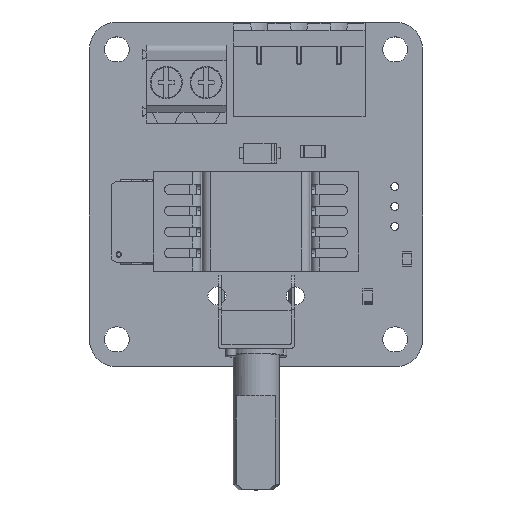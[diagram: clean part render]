
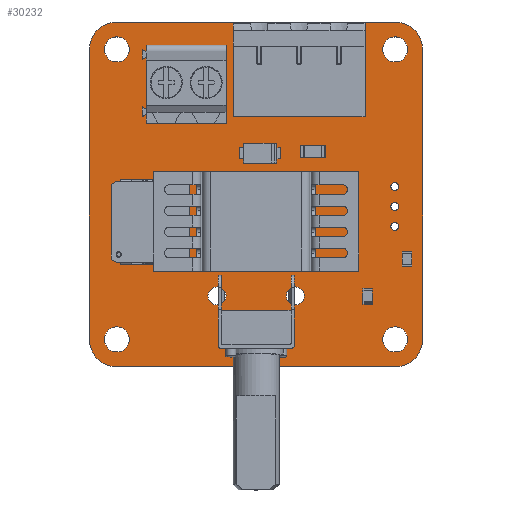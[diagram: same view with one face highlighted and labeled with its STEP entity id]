
A CAD part, top view. The second image highlights one B-rep face of the part: STEP entity #30232.
In plain terms, the highlighted planar face has unit normal (0, 0, 1).
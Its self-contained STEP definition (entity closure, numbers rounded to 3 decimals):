
#29896 = VERTEX_POINT('',#29897);
#29897 = CARTESIAN_POINT('',(139.,-44.,1.6));
#29903 = EDGE_CURVE('',#29896,#29904,#29906,.T.);
#29904 = VERTEX_POINT('',#29905);
#29905 = CARTESIAN_POINT('',(142.5,-47.5,1.6));
#29906 = CIRCLE('',#29907,3.5);
#29907 = AXIS2_PLACEMENT_3D('',#29908,#29909,#29910);
#29908 = CARTESIAN_POINT('',(139.,-47.5,1.6));
#29909 = DIRECTION('',(0.,0.,-1.));
#29910 = DIRECTION('',(0.,1.,0.));
#29938 = VERTEX_POINT('',#29939);
#29939 = CARTESIAN_POINT('',(103.5,-44.,1.6));
#29945 = EDGE_CURVE('',#29938,#29896,#29946,.T.);
#29946 = LINE('',#29947,#29948);
#29947 = CARTESIAN_POINT('',(103.5,-44.,1.6));
#29948 = VECTOR('',#29949,1.);
#29949 = DIRECTION('',(1.,0.,0.));
#29967 = EDGE_CURVE('',#29904,#29968,#29970,.T.);
#29968 = VERTEX_POINT('',#29969);
#29969 = CARTESIAN_POINT('',(142.5,-84.5,1.6));
#29970 = LINE('',#29971,#29972);
#29971 = CARTESIAN_POINT('',(142.5,-47.5,1.6));
#29972 = VECTOR('',#29973,1.);
#29973 = DIRECTION('',(0.,-1.,0.));
#30232 = ADVANCED_FACE('',(#30233,#30279,#30290,#30301,#30312,#30323,
    #30334,#30345,#30356,#30367,#30378,#30389,#30400,#30411,#30422,
    #30433,#30444,#30455),#30466,.T.);
#30233 = FACE_BOUND('',#30234,.T.);
#30234 = EDGE_LOOP('',(#30235,#30236,#30237,#30246,#30254,#30263,#30271,
    #30278));
#30235 = ORIENTED_EDGE('',*,*,#29903,.F.);
#30236 = ORIENTED_EDGE('',*,*,#29945,.F.);
#30237 = ORIENTED_EDGE('',*,*,#30238,.F.);
#30238 = EDGE_CURVE('',#30239,#29938,#30241,.T.);
#30239 = VERTEX_POINT('',#30240);
#30240 = CARTESIAN_POINT('',(100.,-47.5,1.6));
#30241 = CIRCLE('',#30242,3.5);
#30242 = AXIS2_PLACEMENT_3D('',#30243,#30244,#30245);
#30243 = CARTESIAN_POINT('',(103.5,-47.5,1.6));
#30244 = DIRECTION('',(0.,0.,-1.));
#30245 = DIRECTION('',(-1.,0.,-0.));
#30246 = ORIENTED_EDGE('',*,*,#30247,.F.);
#30247 = EDGE_CURVE('',#30248,#30239,#30250,.T.);
#30248 = VERTEX_POINT('',#30249);
#30249 = CARTESIAN_POINT('',(100.,-84.5,1.6));
#30250 = LINE('',#30251,#30252);
#30251 = CARTESIAN_POINT('',(100.,-84.5,1.6));
#30252 = VECTOR('',#30253,1.);
#30253 = DIRECTION('',(0.,1.,0.));
#30254 = ORIENTED_EDGE('',*,*,#30255,.F.);
#30255 = EDGE_CURVE('',#30256,#30248,#30258,.T.);
#30256 = VERTEX_POINT('',#30257);
#30257 = CARTESIAN_POINT('',(103.5,-88.,1.6));
#30258 = CIRCLE('',#30259,3.5);
#30259 = AXIS2_PLACEMENT_3D('',#30260,#30261,#30262);
#30260 = CARTESIAN_POINT('',(103.5,-84.5,1.6));
#30261 = DIRECTION('',(0.,0.,-1.));
#30262 = DIRECTION('',(0.,-1.,0.));
#30263 = ORIENTED_EDGE('',*,*,#30264,.F.);
#30264 = EDGE_CURVE('',#30265,#30256,#30267,.T.);
#30265 = VERTEX_POINT('',#30266);
#30266 = CARTESIAN_POINT('',(139.,-88.,1.6));
#30267 = LINE('',#30268,#30269);
#30268 = CARTESIAN_POINT('',(139.,-88.,1.6));
#30269 = VECTOR('',#30270,1.);
#30270 = DIRECTION('',(-1.,0.,0.));
#30271 = ORIENTED_EDGE('',*,*,#30272,.F.);
#30272 = EDGE_CURVE('',#29968,#30265,#30273,.T.);
#30273 = CIRCLE('',#30274,3.5);
#30274 = AXIS2_PLACEMENT_3D('',#30275,#30276,#30277);
#30275 = CARTESIAN_POINT('',(139.,-84.5,1.6));
#30276 = DIRECTION('',(0.,0.,-1.));
#30277 = DIRECTION('',(1.,0.,0.));
#30278 = ORIENTED_EDGE('',*,*,#29967,.F.);
#30279 = FACE_BOUND('',#30280,.T.);
#30280 = EDGE_LOOP('',(#30281));
#30281 = ORIENTED_EDGE('',*,*,#30282,.T.);
#30282 = EDGE_CURVE('',#30283,#30283,#30285,.T.);
#30283 = VERTEX_POINT('',#30284);
#30284 = CARTESIAN_POINT('',(103.5,-86.1,1.6));
#30285 = CIRCLE('',#30286,1.6);
#30286 = AXIS2_PLACEMENT_3D('',#30287,#30288,#30289);
#30287 = CARTESIAN_POINT('',(103.5,-84.5,1.6));
#30288 = DIRECTION('',(-0.,0.,-1.));
#30289 = DIRECTION('',(-0.,-1.,0.));
#30290 = FACE_BOUND('',#30291,.T.);
#30291 = EDGE_LOOP('',(#30292));
#30292 = ORIENTED_EDGE('',*,*,#30293,.T.);
#30293 = EDGE_CURVE('',#30294,#30294,#30296,.T.);
#30294 = VERTEX_POINT('',#30295);
#30295 = CARTESIAN_POINT('',(118.775,-82.75,1.6));
#30296 = CIRCLE('',#30297,0.5);
#30297 = AXIS2_PLACEMENT_3D('',#30298,#30299,#30300);
#30298 = CARTESIAN_POINT('',(118.775,-82.25,1.6));
#30299 = DIRECTION('',(-0.,0.,-1.));
#30300 = DIRECTION('',(-0.,-1.,0.));
#30301 = FACE_BOUND('',#30302,.T.);
#30302 = EDGE_LOOP('',(#30303));
#30303 = ORIENTED_EDGE('',*,*,#30304,.T.);
#30304 = EDGE_CURVE('',#30305,#30305,#30307,.T.);
#30305 = VERTEX_POINT('',#30306);
#30306 = CARTESIAN_POINT('',(116.275,-80.1,1.6));
#30307 = CIRCLE('',#30308,1.15);
#30308 = AXIS2_PLACEMENT_3D('',#30309,#30310,#30311);
#30309 = CARTESIAN_POINT('',(116.275,-78.95,1.6));
#30310 = DIRECTION('',(-0.,0.,-1.));
#30311 = DIRECTION('',(-0.,-1.,0.));
#30312 = FACE_BOUND('',#30313,.T.);
#30313 = EDGE_LOOP('',(#30314));
#30314 = ORIENTED_EDGE('',*,*,#30315,.T.);
#30315 = EDGE_CURVE('',#30316,#30316,#30318,.T.);
#30316 = VERTEX_POINT('',#30317);
#30317 = CARTESIAN_POINT('',(121.275,-82.75,1.6));
#30318 = CIRCLE('',#30319,0.5);
#30319 = AXIS2_PLACEMENT_3D('',#30320,#30321,#30322);
#30320 = CARTESIAN_POINT('',(121.275,-82.25,1.6));
#30321 = DIRECTION('',(-0.,0.,-1.));
#30322 = DIRECTION('',(-0.,-1.,0.));
#30323 = FACE_BOUND('',#30324,.T.);
#30324 = EDGE_LOOP('',(#30325));
#30325 = ORIENTED_EDGE('',*,*,#30326,.T.);
#30326 = EDGE_CURVE('',#30327,#30327,#30329,.T.);
#30327 = VERTEX_POINT('',#30328);
#30328 = CARTESIAN_POINT('',(123.775,-82.75,1.6));
#30329 = CIRCLE('',#30330,0.5);
#30330 = AXIS2_PLACEMENT_3D('',#30331,#30332,#30333);
#30331 = CARTESIAN_POINT('',(123.775,-82.25,1.6));
#30332 = DIRECTION('',(-0.,0.,-1.));
#30333 = DIRECTION('',(-0.,-1.,0.));
#30334 = FACE_BOUND('',#30335,.T.);
#30335 = EDGE_LOOP('',(#30336));
#30336 = ORIENTED_EDGE('',*,*,#30337,.T.);
#30337 = EDGE_CURVE('',#30338,#30338,#30340,.T.);
#30338 = VERTEX_POINT('',#30339);
#30339 = CARTESIAN_POINT('',(126.275,-80.1,1.6));
#30340 = CIRCLE('',#30341,1.15);
#30341 = AXIS2_PLACEMENT_3D('',#30342,#30343,#30344);
#30342 = CARTESIAN_POINT('',(126.275,-78.95,1.6));
#30343 = DIRECTION('',(-0.,0.,-1.));
#30344 = DIRECTION('',(-0.,-1.,0.));
#30345 = FACE_BOUND('',#30346,.T.);
#30346 = EDGE_LOOP('',(#30347));
#30347 = ORIENTED_EDGE('',*,*,#30348,.T.);
#30348 = EDGE_CURVE('',#30349,#30349,#30351,.T.);
#30349 = VERTEX_POINT('',#30350);
#30350 = CARTESIAN_POINT('',(139.,-86.1,1.6));
#30351 = CIRCLE('',#30352,1.6);
#30352 = AXIS2_PLACEMENT_3D('',#30353,#30354,#30355);
#30353 = CARTESIAN_POINT('',(139.,-84.5,1.6));
#30354 = DIRECTION('',(-0.,0.,-1.));
#30355 = DIRECTION('',(-0.,-1.,0.));
#30356 = FACE_BOUND('',#30357,.T.);
#30357 = EDGE_LOOP('',(#30358));
#30358 = ORIENTED_EDGE('',*,*,#30359,.T.);
#30359 = EDGE_CURVE('',#30360,#30360,#30362,.T.);
#30360 = VERTEX_POINT('',#30361);
#30361 = CARTESIAN_POINT('',(138.95,-70.58,1.6));
#30362 = CIRCLE('',#30363,0.5);
#30363 = AXIS2_PLACEMENT_3D('',#30364,#30365,#30366);
#30364 = CARTESIAN_POINT('',(138.95,-70.08,1.6));
#30365 = DIRECTION('',(-0.,0.,-1.));
#30366 = DIRECTION('',(-0.,-1.,0.));
#30367 = FACE_BOUND('',#30368,.T.);
#30368 = EDGE_LOOP('',(#30369));
#30369 = ORIENTED_EDGE('',*,*,#30370,.T.);
#30370 = EDGE_CURVE('',#30371,#30371,#30373,.T.);
#30371 = VERTEX_POINT('',#30372);
#30372 = CARTESIAN_POINT('',(138.95,-68.04,1.6));
#30373 = CIRCLE('',#30374,0.5);
#30374 = AXIS2_PLACEMENT_3D('',#30375,#30376,#30377);
#30375 = CARTESIAN_POINT('',(138.95,-67.54,1.6));
#30376 = DIRECTION('',(-0.,0.,-1.));
#30377 = DIRECTION('',(-0.,-1.,0.));
#30378 = FACE_BOUND('',#30379,.T.);
#30379 = EDGE_LOOP('',(#30380));
#30380 = ORIENTED_EDGE('',*,*,#30381,.T.);
#30381 = EDGE_CURVE('',#30382,#30382,#30384,.T.);
#30382 = VERTEX_POINT('',#30383);
#30383 = CARTESIAN_POINT('',(109.845,-52.46,1.6));
#30384 = CIRCLE('',#30385,0.76);
#30385 = AXIS2_PLACEMENT_3D('',#30386,#30387,#30388);
#30386 = CARTESIAN_POINT('',(109.845,-51.7,1.6));
#30387 = DIRECTION('',(-0.,0.,-1.));
#30388 = DIRECTION('',(-0.,-1.,0.));
#30389 = FACE_BOUND('',#30390,.T.);
#30390 = EDGE_LOOP('',(#30391));
#30391 = ORIENTED_EDGE('',*,*,#30392,.T.);
#30392 = EDGE_CURVE('',#30393,#30393,#30395,.T.);
#30393 = VERTEX_POINT('',#30394);
#30394 = CARTESIAN_POINT('',(103.5,-49.1,1.6));
#30395 = CIRCLE('',#30396,1.6);
#30396 = AXIS2_PLACEMENT_3D('',#30397,#30398,#30399);
#30397 = CARTESIAN_POINT('',(103.5,-47.5,1.6));
#30398 = DIRECTION('',(-0.,0.,-1.));
#30399 = DIRECTION('',(-0.,-1.,0.));
#30400 = FACE_BOUND('',#30401,.T.);
#30401 = EDGE_LOOP('',(#30402));
#30402 = ORIENTED_EDGE('',*,*,#30403,.T.);
#30403 = EDGE_CURVE('',#30404,#30404,#30406,.T.);
#30404 = VERTEX_POINT('',#30405);
#30405 = CARTESIAN_POINT('',(114.925,-52.46,1.6));
#30406 = CIRCLE('',#30407,0.76);
#30407 = AXIS2_PLACEMENT_3D('',#30408,#30409,#30410);
#30408 = CARTESIAN_POINT('',(114.925,-51.7,1.6));
#30409 = DIRECTION('',(-0.,0.,-1.));
#30410 = DIRECTION('',(0.,-1.,0.));
#30411 = FACE_BOUND('',#30412,.T.);
#30412 = EDGE_LOOP('',(#30413));
#30413 = ORIENTED_EDGE('',*,*,#30414,.T.);
#30414 = EDGE_CURVE('',#30415,#30415,#30417,.T.);
#30415 = VERTEX_POINT('',#30416);
#30416 = CARTESIAN_POINT('',(138.95,-65.5,1.6));
#30417 = CIRCLE('',#30418,0.5);
#30418 = AXIS2_PLACEMENT_3D('',#30419,#30420,#30421);
#30419 = CARTESIAN_POINT('',(138.95,-65.,1.6));
#30420 = DIRECTION('',(-0.,0.,-1.));
#30421 = DIRECTION('',(-0.,-1.,0.));
#30422 = FACE_BOUND('',#30423,.T.);
#30423 = EDGE_LOOP('',(#30424));
#30424 = ORIENTED_EDGE('',*,*,#30425,.T.);
#30425 = EDGE_CURVE('',#30426,#30426,#30428,.T.);
#30426 = VERTEX_POINT('',#30427);
#30427 = CARTESIAN_POINT('',(121.72,-54.95,1.6));
#30428 = CIRCLE('',#30429,0.85);
#30429 = AXIS2_PLACEMENT_3D('',#30430,#30431,#30432);
#30430 = CARTESIAN_POINT('',(121.72,-54.1,1.6));
#30431 = DIRECTION('',(-0.,0.,-1.));
#30432 = DIRECTION('',(-0.,-1.,0.));
#30433 = FACE_BOUND('',#30434,.T.);
#30434 = EDGE_LOOP('',(#30435));
#30435 = ORIENTED_EDGE('',*,*,#30436,.T.);
#30436 = EDGE_CURVE('',#30437,#30437,#30439,.T.);
#30437 = VERTEX_POINT('',#30438);
#30438 = CARTESIAN_POINT('',(126.8,-54.95,1.6));
#30439 = CIRCLE('',#30440,0.85);
#30440 = AXIS2_PLACEMENT_3D('',#30441,#30442,#30443);
#30441 = CARTESIAN_POINT('',(126.8,-54.1,1.6));
#30442 = DIRECTION('',(-0.,0.,-1.));
#30443 = DIRECTION('',(0.,-1.,0.));
#30444 = FACE_BOUND('',#30445,.T.);
#30445 = EDGE_LOOP('',(#30446));
#30446 = ORIENTED_EDGE('',*,*,#30447,.T.);
#30447 = EDGE_CURVE('',#30448,#30448,#30450,.T.);
#30448 = VERTEX_POINT('',#30449);
#30449 = CARTESIAN_POINT('',(131.88,-54.95,1.6));
#30450 = CIRCLE('',#30451,0.85);
#30451 = AXIS2_PLACEMENT_3D('',#30452,#30453,#30454);
#30452 = CARTESIAN_POINT('',(131.88,-54.1,1.6));
#30453 = DIRECTION('',(-0.,0.,-1.));
#30454 = DIRECTION('',(-0.,-1.,0.));
#30455 = FACE_BOUND('',#30456,.T.);
#30456 = EDGE_LOOP('',(#30457));
#30457 = ORIENTED_EDGE('',*,*,#30458,.T.);
#30458 = EDGE_CURVE('',#30459,#30459,#30461,.T.);
#30459 = VERTEX_POINT('',#30460);
#30460 = CARTESIAN_POINT('',(139.,-49.1,1.6));
#30461 = CIRCLE('',#30462,1.6);
#30462 = AXIS2_PLACEMENT_3D('',#30463,#30464,#30465);
#30463 = CARTESIAN_POINT('',(139.,-47.5,1.6));
#30464 = DIRECTION('',(-0.,0.,-1.));
#30465 = DIRECTION('',(-0.,-1.,0.));
#30466 = PLANE('',#30467);
#30467 = AXIS2_PLACEMENT_3D('',#30468,#30469,#30470);
#30468 = CARTESIAN_POINT('',(0.,0.,1.6));
#30469 = DIRECTION('',(0.,0.,1.));
#30470 = DIRECTION('',(1.,0.,-0.));
